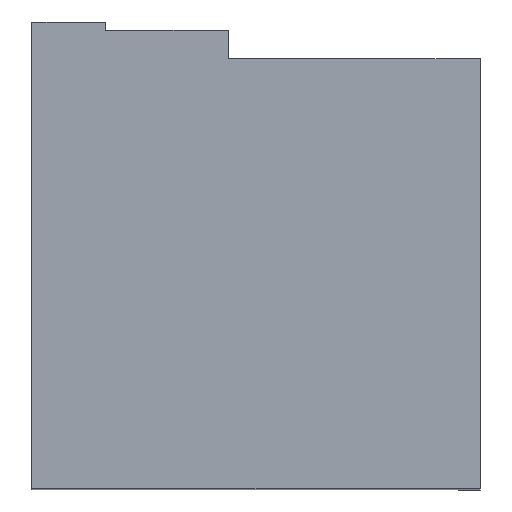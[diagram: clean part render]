
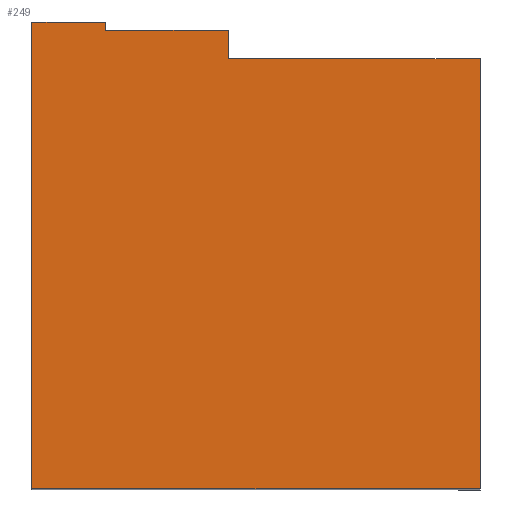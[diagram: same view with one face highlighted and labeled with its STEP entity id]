
A CAD part, top view. The second image highlights one B-rep face of the part: STEP entity #249.
In plain terms, the highlighted planar face has unit normal (0, 0, 1).
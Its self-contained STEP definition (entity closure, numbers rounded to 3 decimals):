
#165 = DIRECTION ( 'NONE',  ( -1., 0., 0. ) ) ;
#249 = ADVANCED_FACE ( 'NONE', ( #13310 ), #1231, .F. ) ;
#669 = VECTOR ( 'NONE', #4766, 1000. ) ;
#1082 = DIRECTION ( 'NONE',  ( 0., 1., 0. ) ) ;
#1179 = EDGE_CURVE ( 'NONE', #4859, #4740, #9361, .T. ) ;
#1231 = PLANE ( 'NONE',  #12325 ) ;
#1561 = EDGE_CURVE ( 'NONE', #4740, #2434, #13394, .T. ) ;
#1592 = EDGE_CURVE ( 'NONE', #7920, #1926, #12888, .T. ) ;
#1648 = VECTOR ( 'NONE', #165, 1000. ) ;
#1926 = VERTEX_POINT ( 'NONE', #1963 ) ;
#1963 = CARTESIAN_POINT ( 'NONE',  ( 21.9, 21., 0. ) ) ;
#2084 = CARTESIAN_POINT ( 'NONE',  ( 0., 22.8, 0. ) ) ;
#2241 = EDGE_CURVE ( 'NONE', #8560, #7920, #8823, .T. ) ;
#2378 = VECTOR ( 'NONE', #1082, 1000. ) ;
#2431 = VECTOR ( 'NONE', #2503, 1000. ) ;
#2434 = VERTEX_POINT ( 'NONE', #7863 ) ;
#2459 = CARTESIAN_POINT ( 'NONE',  ( 21.9, 21., 0. ) ) ;
#2503 = DIRECTION ( 'NONE',  ( 0., -1., 0. ) ) ;
#3381 = CARTESIAN_POINT ( 'NONE',  ( 0., 0., 0. ) ) ;
#4619 = CARTESIAN_POINT ( 'NONE',  ( 0., 0., 0. ) ) ;
#4740 = VERTEX_POINT ( 'NONE', #6438 ) ;
#4766 = DIRECTION ( 'NONE',  ( -1., 0., 0. ) ) ;
#4827 = ORIENTED_EDGE ( 'NONE', *, *, #1179, .T. ) ;
#4859 = VERTEX_POINT ( 'NONE', #13163 ) ;
#4893 = CARTESIAN_POINT ( 'NONE',  ( 21.9, 0., 0. ) ) ;
#4950 = LINE ( 'NONE', #4619, #2431 ) ;
#4952 = EDGE_CURVE ( 'NONE', #1926, #4859, #7699, .T. ) ;
#5245 = DIRECTION ( 'NONE',  ( -1., 0., 0. ) ) ;
#5486 = CARTESIAN_POINT ( 'NONE',  ( 3.6, 22.4, 0. ) ) ;
#5578 = CARTESIAN_POINT ( 'NONE',  ( 3.6, 22.8, 0. ) ) ;
#5592 = ORIENTED_EDGE ( 'NONE', *, *, #6435, .T. ) ;
#5993 = VECTOR ( 'NONE', #13476, 1000. ) ;
#6435 = EDGE_CURVE ( 'NONE', #10960, #11366, #6631, .T. ) ;
#6438 = CARTESIAN_POINT ( 'NONE',  ( 9.6, 22.4, 0. ) ) ;
#6557 = DIRECTION ( 'NONE',  ( 0., 1., 0. ) ) ;
#6631 = LINE ( 'NONE', #2084, #10635 ) ;
#6889 = ORIENTED_EDGE ( 'NONE', *, *, #1561, .T. ) ;
#7219 = LINE ( 'NONE', #5486, #2378 ) ;
#7479 = CARTESIAN_POINT ( 'NONE',  ( 9.6, 22.4, 0. ) ) ;
#7517 = VECTOR ( 'NONE', #9333, 1000. ) ;
#7699 = LINE ( 'NONE', #2459, #669 ) ;
#7863 = CARTESIAN_POINT ( 'NONE',  ( 3.6, 22.4, 0. ) ) ;
#7920 = VERTEX_POINT ( 'NONE', #8748 ) ;
#8347 = CARTESIAN_POINT ( 'NONE',  ( 0., 22.8, 0. ) ) ;
#8371 = ORIENTED_EDGE ( 'NONE', *, *, #12085, .T. ) ;
#8560 = VERTEX_POINT ( 'NONE', #13128 ) ;
#8748 = CARTESIAN_POINT ( 'NONE',  ( 21.9, 0., 0. ) ) ;
#8823 = LINE ( 'NONE', #4893, #5993 ) ;
#9151 = EDGE_LOOP ( 'NONE', ( #12826, #10625, #12368, #4827, #6889, #10097, #5592, #8371 ) ) ;
#9333 = DIRECTION ( 'NONE',  ( 0., 1., 0. ) ) ;
#9361 = LINE ( 'NONE', #13632, #7517 ) ;
#9535 = EDGE_CURVE ( 'NONE', #2434, #10960, #7219, .T. ) ;
#10097 = ORIENTED_EDGE ( 'NONE', *, *, #9535, .T. ) ;
#10625 = ORIENTED_EDGE ( 'NONE', *, *, #1592, .T. ) ;
#10635 = VECTOR ( 'NONE', #5245, 1000. ) ;
#10770 = DIRECTION ( 'NONE',  ( 0., 0., -1. ) ) ;
#10867 = CARTESIAN_POINT ( 'NONE',  ( 21.9, 21., 0. ) ) ;
#10960 = VERTEX_POINT ( 'NONE', #5578 ) ;
#11366 = VERTEX_POINT ( 'NONE', #8347 ) ;
#11847 = DIRECTION ( 'NONE',  ( -1., 0., 0. ) ) ;
#12085 = EDGE_CURVE ( 'NONE', #11366, #8560, #4950, .T. ) ;
#12325 = AXIS2_PLACEMENT_3D ( 'NONE', #3381, #10770, #11847 ) ;
#12368 = ORIENTED_EDGE ( 'NONE', *, *, #4952, .T. ) ;
#12826 = ORIENTED_EDGE ( 'NONE', *, *, #2241, .T. ) ;
#12888 = LINE ( 'NONE', #10867, #13055 ) ;
#13055 = VECTOR ( 'NONE', #6557, 1000. ) ;
#13128 = CARTESIAN_POINT ( 'NONE',  ( 0., 0., 0. ) ) ;
#13163 = CARTESIAN_POINT ( 'NONE',  ( 9.6, 21., 0. ) ) ;
#13310 = FACE_OUTER_BOUND ( 'NONE', #9151, .T. ) ;
#13394 = LINE ( 'NONE', #7479, #1648 ) ;
#13476 = DIRECTION ( 'NONE',  ( 1., 0., 0. ) ) ;
#13632 = CARTESIAN_POINT ( 'NONE',  ( 9.6, 21., 0. ) ) ;
